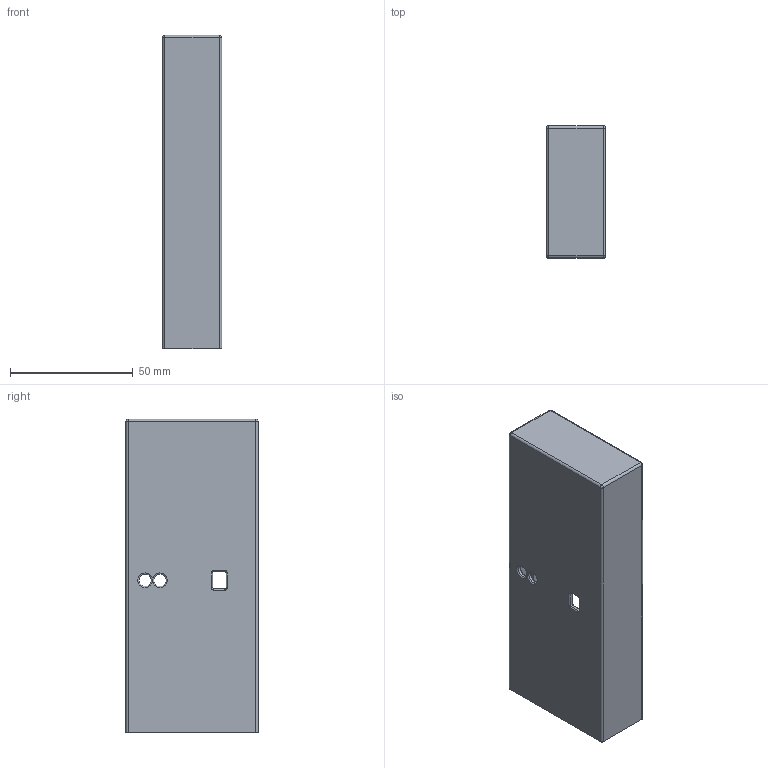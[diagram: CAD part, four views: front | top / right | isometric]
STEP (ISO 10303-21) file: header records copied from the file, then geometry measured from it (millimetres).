
FILE_DESCRIPTION(/* description */ (''),/* implementation_level */ '2;1');
FILE_NAME(/* name */ 'V2.0 Case.stp',/* time_stamp */ '2024-01-08T21:01:26-05:00',/* author */ ('User'),/* organization */ (''),/* preprocessor_version */ 'ST-DEVELOPER v19',/* originating_system */ 'Autodesk Inventor 2023',/* authorisation */ '');
FILE_SCHEMA (('AUTOMOTIVE_DESIGN { 1 0 10303 214 3 1 1 }'));
Length unit declared in the file: millimetre
Products named in the file (1): V1.0 Case
Bounding box: 24.12 x 53.8 x 127.5 mm (x, y, z)
Volume: 40762 mm3; surface area: 29657.2 mm2
Topology: 1 solids, 1 shells, 79 faces, 193 edges, 118 vertices
Faces by surface type: plane 37, cylinder 26, torus 12, sphere 4
Full cylindrical faces by diameter (mm): 3.2 x2, 5 x2
Entity records: 2356 total; most frequent: DIRECTION 423, CARTESIAN_POINT 391, ORIENTED_EDGE 386, EDGE_CURVE 193, AXIS2_PLACEMENT_3D 150, LINE 123, VECTOR 123, VERTEX_POINT 118
